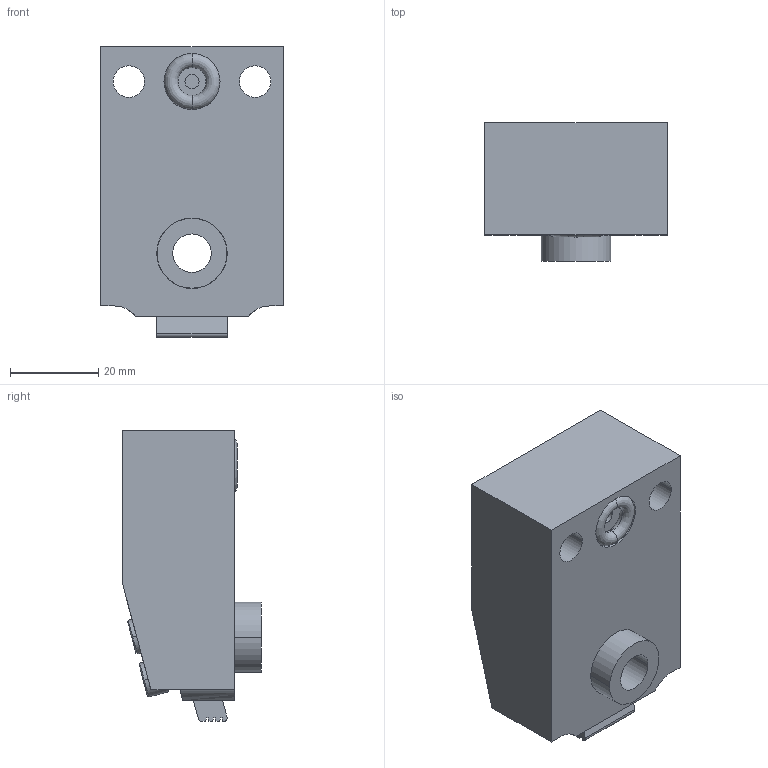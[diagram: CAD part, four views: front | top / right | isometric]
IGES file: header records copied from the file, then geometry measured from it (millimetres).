
Start section:  PTC IGES file: ilc15310800.igs
Global section: file name: ilc15310800.igs; native system: Creo Parametric by Parametric Technology Corporation; preprocessor: 2017170; author: Mjust; organization: Unknown; date: 20200925.114716; units: inch
Bounding box: 41.27 x 31.37 x 65.89 mm (x, y, z)
Surface area: 13735.3 mm2 (no closed solid volume)
Topology: 0 solids, 0 shells, 124 faces, 865 edges, 1090 vertices
Faces by surface type: bspline 72, revolution 52
